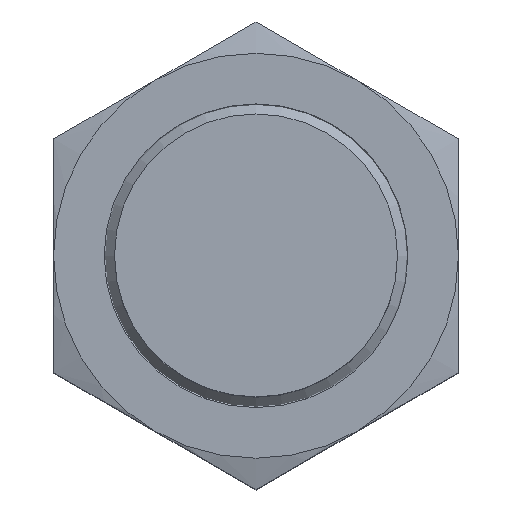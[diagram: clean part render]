
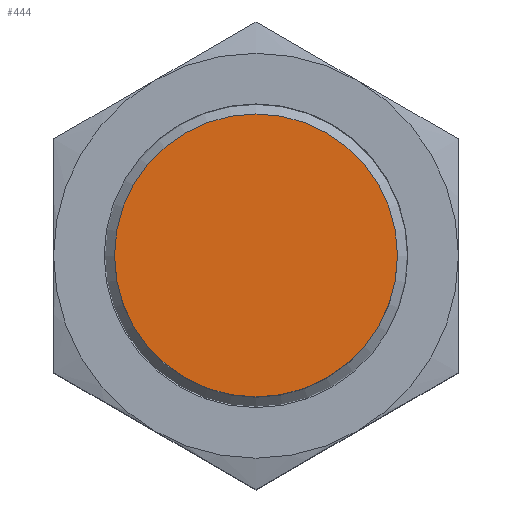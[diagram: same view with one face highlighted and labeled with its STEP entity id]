
A CAD part, top view. The second image highlights one B-rep face of the part: STEP entity #444.
In plain terms, the highlighted face is planar.
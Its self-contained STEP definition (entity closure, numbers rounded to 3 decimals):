
#63=PLANE('',#510);
#103=CIRCLE('',#511,8.387);
#130=ORIENTED_EDGE('',*,*,#244,.F.);
#244=EDGE_CURVE('',#301,#301,#103,.T.);
#301=VERTEX_POINT('',#729);
#341=EDGE_LOOP('',(#130));
#391=FACE_BOUND('',#341,.T.);
#444=ADVANCED_FACE('',(#391),#63,.F.);
#510=AXIS2_PLACEMENT_3D('',#727,#582,#583);
#511=AXIS2_PLACEMENT_3D('',#728,#584,#585);
#582=DIRECTION('',(1.,0.,0.));
#583=DIRECTION('',(0.,0.,-1.));
#584=DIRECTION('',(1.,0.,0.));
#585=DIRECTION('',(0.,0.,-1.));
#727=CARTESIAN_POINT('',(0.,0.,0.));
#728=CARTESIAN_POINT('',(0.,0.,0.));
#729=CARTESIAN_POINT('',(0.,0.,-8.387));
